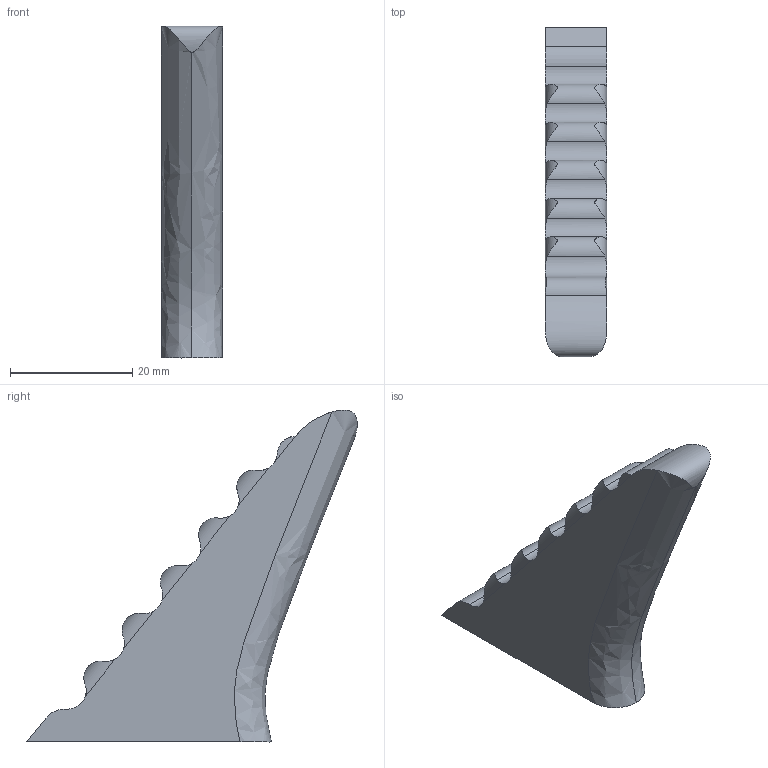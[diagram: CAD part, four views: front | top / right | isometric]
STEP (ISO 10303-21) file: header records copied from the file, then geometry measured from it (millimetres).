
FILE_DESCRIPTION(/* description */ (''),/* implementation_level */ '2;1');
FILE_NAME(/* name */ 'fin v4.step',/* time_stamp */ '2025-04-08T19:58:52+05:30',/* author */ (''),/* organization */ (''),/* preprocessor_version */ 'ST-DEVELOPER v20.1',/* originating_system */ 'Autodesk Translation Framework v14.4.0.0',/* authorisation */ '');
FILE_SCHEMA (('AUTOMOTIVE_DESIGN { 1 0 10303 214 3 1 1 }'));
Length unit declared in the file: millimetre
Products named in the file (1): fin
Bounding box: 10 x 54.04 x 54.3 mm (x, y, z)
Volume: 10256.9 mm3; surface area: 4184.3 mm2
Topology: 1 solids, 1 shells, 37 faces, 100 edges, 66 vertices
Faces by surface type: cylinder 26, plane 8, bspline 3
Entity records: 1731 total; most frequent: CARTESIAN_POINT 846, ORIENTED_EDGE 200, DIRECTION 143, EDGE_CURVE 100, VERTEX_POINT 66, AXIS2_PLACEMENT_3D 51, LINE 41, VECTOR 41
